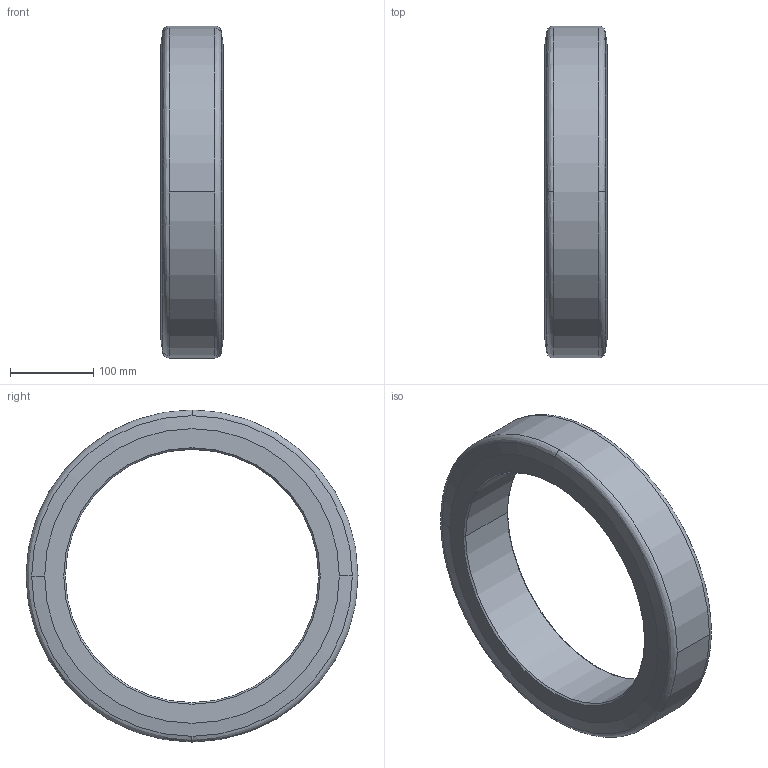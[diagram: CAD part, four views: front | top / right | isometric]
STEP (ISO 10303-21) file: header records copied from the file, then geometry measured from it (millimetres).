
FILE_DESCRIPTION (( 'STEP AP214' ), '1' );
FILE_NAME ('0016162.step', '2022-09-20T09:05:45', ( '' ), ( '' ), 'SwSTEP 2.0', 'SolidWorks 2020', '' );
FILE_SCHEMA (( 'AUTOMOTIVE_DESIGN' ));
Length unit declared in the file: inch
Products named in the file (1): 0016162
Bounding box: 75 x 400 x 400 mm (x, y, z)
Volume: 3832852.4 mm3; surface area: 255801.4 mm2
Topology: 1 solids, 1 shells, 18 faces, 46 edges, 30 vertices
Faces by surface type: bspline 6, cone 6, cylinder 4, plane 2
Entity records: 1415 total; most frequent: CARTESIAN_POINT 692, DIRECTION 104, ORIENTED_EDGE 92, AXIS2_PLACEMENT_3D 47, EDGE_CURVE 46, CIRCLE 34, VERTEX_POINT 30, LENGTH_MEASURE_WITH_UNIT 21
